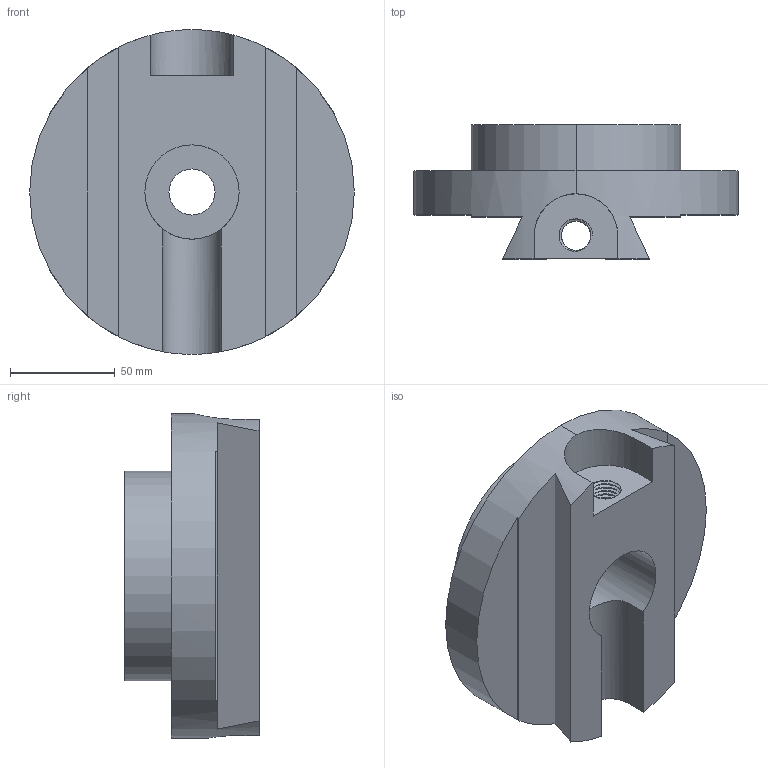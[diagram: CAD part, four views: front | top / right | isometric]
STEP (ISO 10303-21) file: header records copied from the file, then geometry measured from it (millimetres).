
FILE_DESCRIPTION (( 'STEP AP214' ), '1' );
FILE_NAME ('Back Plate.STEP', '2025-02-16T00:53:52', ( '' ), ( '' ), 'SwSTEP 2.0', 'SolidWorks 2024', '' );
FILE_SCHEMA (( 'AUTOMOTIVE_DESIGN' ));
Length unit declared in the file: millimetre
Products named in the file (1): Back Plate
Bounding box: 155 x 64 x 155 mm (x, y, z)
Volume: 627992.9 mm3; surface area: 77517.5 mm2
Topology: 1 solids, 1 shells, 68 faces, 196 edges, 131 vertices
Faces by surface type: cylinder 46, plane 17, bspline 5
Entity records: 7647 total; most frequent: CARTESIAN_POINT 6091, ORIENTED_EDGE 392, DIRECTION 253, EDGE_CURVE 196, VERTEX_POINT 131, AXIS2_PLACEMENT_3D 91, EDGE_LOOP 73, LINE 71
